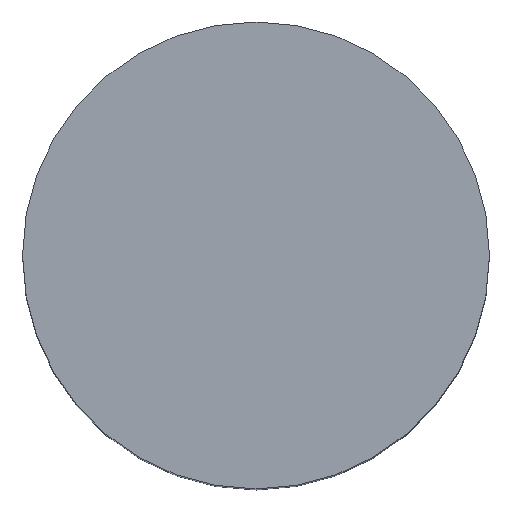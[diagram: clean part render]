
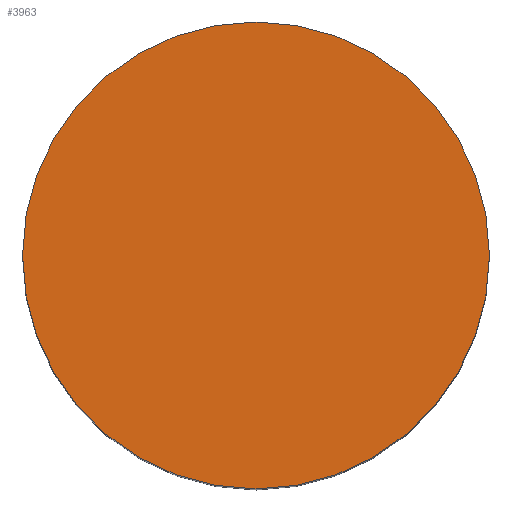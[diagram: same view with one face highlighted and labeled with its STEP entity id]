
A CAD part, top view. The second image highlights one B-rep face of the part: STEP entity #3963.
In plain terms, the highlighted planar face has unit normal (0, 0, 1).
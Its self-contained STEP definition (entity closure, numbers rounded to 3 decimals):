
#419 = DIRECTION ( 'NONE',  ( 1., 0., 0. ) ) ;
#512 = ORIENTED_EDGE ( 'NONE', *, *, #1924, .F. ) ;
#1120 = VERTEX_POINT ( 'NONE', #2826 ) ;
#1429 = FACE_OUTER_BOUND ( 'NONE', #2229, .T. ) ;
#1516 = EDGE_CURVE ( 'NONE', #1120, #4429, #4228, .T. ) ;
#1655 = AXIS2_PLACEMENT_3D ( 'NONE', #3919, #2529, #419 ) ;
#1883 = AXIS2_PLACEMENT_3D ( 'NONE', #4056, #4425, #4449 ) ;
#1924 = EDGE_CURVE ( 'NONE', #4429, #1120, #3154, .T. ) ;
#2173 = PLANE ( 'NONE',  #1655 ) ;
#2229 = EDGE_LOOP ( 'NONE', ( #4254, #512 ) ) ;
#2529 = DIRECTION ( 'NONE',  ( 0., 0., 1. ) ) ;
#2733 = DIRECTION ( 'NONE',  ( -1., 0., 0. ) ) ;
#2826 = CARTESIAN_POINT ( 'NONE',  ( -47.5, 0., 150. ) ) ;
#3117 = CARTESIAN_POINT ( 'NONE',  ( 0., 0., 150. ) ) ;
#3154 = CIRCLE ( 'NONE', #3991, 47.5 ) ;
#3842 = DIRECTION ( 'NONE',  ( 0., 0., -1. ) ) ;
#3919 = CARTESIAN_POINT ( 'NONE',  ( 0., 47.5, 150. ) ) ;
#3963 = ADVANCED_FACE ( 'NONE', ( #1429 ), #2173, .T. ) ;
#3991 = AXIS2_PLACEMENT_3D ( 'NONE', #3117, #3842, #2733 ) ;
#4056 = CARTESIAN_POINT ( 'NONE',  ( 0., 0., 150. ) ) ;
#4228 = CIRCLE ( 'NONE', #1883, 47.5 ) ;
#4254 = ORIENTED_EDGE ( 'NONE', *, *, #1516, .F. ) ;
#4425 = DIRECTION ( 'NONE',  ( 0., 0., -1. ) ) ;
#4429 = VERTEX_POINT ( 'NONE', #4560 ) ;
#4449 = DIRECTION ( 'NONE',  ( -1., 0., 0. ) ) ;
#4560 = CARTESIAN_POINT ( 'NONE',  ( 47.5, 0., 150. ) ) ;
